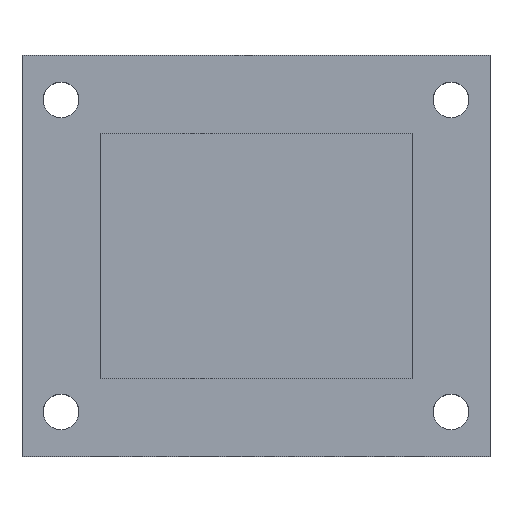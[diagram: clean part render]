
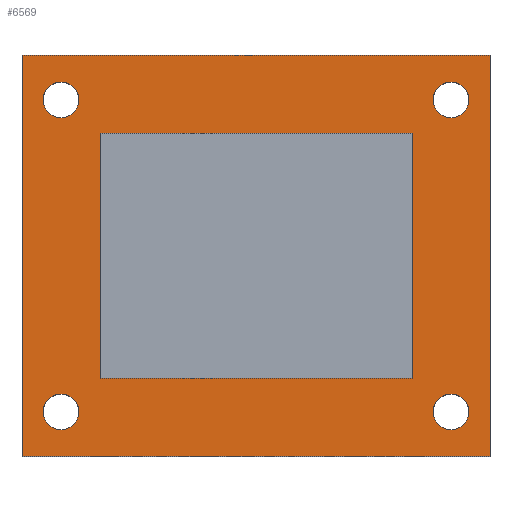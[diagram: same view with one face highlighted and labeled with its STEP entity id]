
A CAD part, top view. The second image highlights one B-rep face of the part: STEP entity #6569.
In plain terms, the highlighted planar face has unit normal (0, 0, 1).
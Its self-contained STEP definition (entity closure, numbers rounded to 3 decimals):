
#6569=ADVANCED_FACE('',(#12093,#12095,#12097,#12099,#12101,#12103),#12105,.T.);
#12093=FACE_BOUND('',#12094,.T.);
#12094=EDGE_LOOP('',(#16130,#16131,#16132,#16133));
#12095=FACE_BOUND('',#12096,.T.);
#12096=EDGE_LOOP('',(#16134));
#12097=FACE_BOUND('',#12098,.T.);
#12098=EDGE_LOOP('',(#16135));
#12099=FACE_BOUND('',#12100,.T.);
#12100=EDGE_LOOP('',(#16136));
#12101=FACE_BOUND('',#12102,.T.);
#12102=EDGE_LOOP('',(#16137));
#12103=FACE_BOUND('',#12104,.T.);
#12104=EDGE_LOOP('',(#16138,#16139,#16140,#16141));
#12105=PLANE('',#12106);
#12106=AXIS2_PLACEMENT_3D('',#12107,#12108,#12109);
#12107=CARTESIAN_POINT('',(0.,0.,16.));
#12108=DIRECTION('',(0.,0.,1.));
#12109=DIRECTION('',(1.,0.,0.));
#16130=ORIENTED_EDGE('',*,*,#19131,.T.);
#16131=ORIENTED_EDGE('',*,*,#17188,.T.);
#16132=ORIENTED_EDGE('',*,*,#19130,.T.);
#16133=ORIENTED_EDGE('',*,*,#19132,.T.);
#16134=ORIENTED_EDGE('',*,*,#19133,.T.);
#16135=ORIENTED_EDGE('',*,*,#19134,.T.);
#16136=ORIENTED_EDGE('',*,*,#19135,.T.);
#16137=ORIENTED_EDGE('',*,*,#19136,.T.);
#16138=ORIENTED_EDGE('',*,*,#19137,.F.);
#16139=ORIENTED_EDGE('',*,*,#19138,.F.);
#16140=ORIENTED_EDGE('',*,*,#19139,.F.);
#16141=ORIENTED_EDGE('',*,*,#19140,.F.);
#17188=EDGE_CURVE('',#19617,#19615,#19618,.T.);
#19130=EDGE_CURVE('',#19615,#22786,#22788,.T.);
#19131=EDGE_CURVE('',#22789,#19617,#22790,.T.);
#19132=EDGE_CURVE('',#22786,#22789,#22791,.T.);
#19133=EDGE_CURVE('',#22792,#22792,#22793,.F.);
#19134=EDGE_CURVE('',#22794,#22794,#22795,.F.);
#19135=EDGE_CURVE('',#22796,#22796,#22797,.F.);
#19136=EDGE_CURVE('',#22798,#22798,#22799,.F.);
#19137=EDGE_CURVE('',#22800,#22801,#22802,.T.);
#19138=EDGE_CURVE('',#22803,#22800,#22804,.T.);
#19139=EDGE_CURVE('',#22805,#22803,#22806,.T.);
#19140=EDGE_CURVE('',#22801,#22805,#22807,.T.);
#19615=VERTEX_POINT('',#23926);
#19617=VERTEX_POINT('',#23930);
#19618=LINE('',#23931,#23932);
#22786=VERTEX_POINT('',#31933);
#22788=LINE('',#31937,#31938);
#22789=VERTEX_POINT('',#31940);
#22790=LINE('',#31941,#31942);
#22791=LINE('',#31944,#31945);
#22792=VERTEX_POINT('',#31947);
#22793=CIRCLE('',#31948,1.6);
#22794=VERTEX_POINT('',#31952);
#22795=CIRCLE('',#31953,1.6);
#22796=VERTEX_POINT('',#31957);
#22797=CIRCLE('',#31958,1.6);
#22798=VERTEX_POINT('',#31962);
#22799=CIRCLE('',#31963,1.6);
#22800=VERTEX_POINT('',#31967);
#22801=VERTEX_POINT('',#31968);
#22802=LINE('',#31969,#31970);
#22803=VERTEX_POINT('',#31972);
#22804=LINE('',#31973,#31974);
#22805=VERTEX_POINT('',#31976);
#22806=LINE('',#31977,#31978);
#22807=LINE('',#31980,#31981);
#23926=CARTESIAN_POINT('',(21.,-18.,16.));
#23930=CARTESIAN_POINT('',(-21.,-18.,16.));
#23931=CARTESIAN_POINT('',(-21.,-18.,16.));
#23932=VECTOR('',#23933,1.);
#23933=DIRECTION('',(1.,0.,0.));
#31933=CARTESIAN_POINT('',(21.,18.,16.));
#31937=CARTESIAN_POINT('',(21.,-18.,16.));
#31938=VECTOR('',#31939,1.);
#31939=DIRECTION('',(0.,1.,0.));
#31940=CARTESIAN_POINT('',(-21.,18.,16.));
#31941=CARTESIAN_POINT('',(-21.,18.,16.));
#31942=VECTOR('',#31943,1.);
#31943=DIRECTION('',(0.,-1.,0.));
#31944=CARTESIAN_POINT('',(21.,18.,16.));
#31945=VECTOR('',#31946,1.);
#31946=DIRECTION('',(-1.,0.,0.));
#31947=CARTESIAN_POINT('',(-15.9,14.,16.));
#31948=AXIS2_PLACEMENT_3D('',#31949,#31950,#31951);
#31949=CARTESIAN_POINT('',(-17.5,14.,16.));
#31950=DIRECTION('',(0.,0.,1.));
#31951=DIRECTION('',(1.,0.,0.));
#31952=CARTESIAN_POINT('',(-15.9,-14.,16.));
#31953=AXIS2_PLACEMENT_3D('',#31954,#31955,#31956);
#31954=CARTESIAN_POINT('',(-17.5,-14.,16.));
#31955=DIRECTION('',(0.,0.,1.));
#31956=DIRECTION('',(1.,0.,0.));
#31957=CARTESIAN_POINT('',(15.9,14.,16.));
#31958=AXIS2_PLACEMENT_3D('',#31959,#31960,#31961);
#31959=CARTESIAN_POINT('',(17.5,14.,16.));
#31960=DIRECTION('',(0.,0.,1.));
#31961=DIRECTION('',(-1.,0.,0.));
#31962=CARTESIAN_POINT('',(15.9,-14.,16.));
#31963=AXIS2_PLACEMENT_3D('',#31964,#31965,#31966);
#31964=CARTESIAN_POINT('',(17.5,-14.,16.));
#31965=DIRECTION('',(0.,0.,1.));
#31966=DIRECTION('',(-1.,0.,0.));
#31967=CARTESIAN_POINT('',(-14.,11.,16.));
#31968=CARTESIAN_POINT('',(-14.,-11.,16.));
#31969=CARTESIAN_POINT('',(-14.,11.,16.));
#31970=VECTOR('',#31971,1.);
#31971=DIRECTION('',(0.,-1.,0.));
#31972=CARTESIAN_POINT('',(14.,11.,16.));
#31973=CARTESIAN_POINT('',(14.,11.,16.));
#31974=VECTOR('',#31975,1.);
#31975=DIRECTION('',(-1.,0.,0.));
#31976=CARTESIAN_POINT('',(14.,-11.,16.));
#31977=CARTESIAN_POINT('',(14.,-11.,16.));
#31978=VECTOR('',#31979,1.);
#31979=DIRECTION('',(0.,1.,0.));
#31980=CARTESIAN_POINT('',(-14.,-11.,16.));
#31981=VECTOR('',#31982,1.);
#31982=DIRECTION('',(1.,0.,0.));
